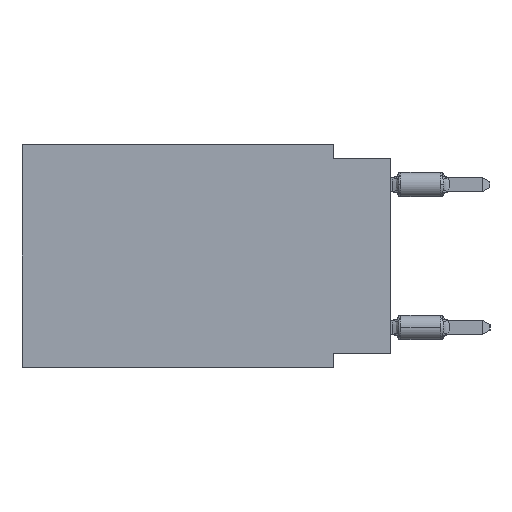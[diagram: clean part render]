
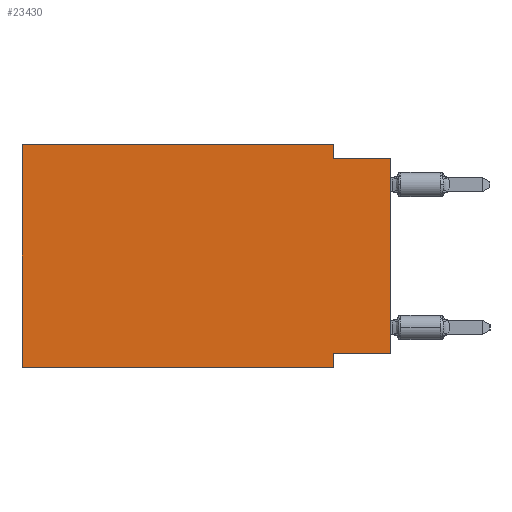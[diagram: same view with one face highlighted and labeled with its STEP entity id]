
A CAD part, left-side view. The second image highlights one B-rep face of the part: STEP entity #23430.
In plain terms, the highlighted planar face has unit normal (-1, 0, 0).
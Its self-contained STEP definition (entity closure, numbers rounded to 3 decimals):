
#399 = VECTOR ( 'NONE', #29834, 1000. ) ;
#1408 = CARTESIAN_POINT ( 'NONE',  ( 0., 2.54, -9.906 ) ) ;
#2287 = DIRECTION ( 'NONE',  ( 1., 0., 0. ) ) ;
#2635 = CARTESIAN_POINT ( 'NONE',  ( 0., 0., -0.635 ) ) ;
#3283 = CARTESIAN_POINT ( 'NONE',  ( 0., 0., -9.271 ) ) ;
#4199 = LINE ( 'NONE', #30851, #16317 ) ;
#4755 = DIRECTION ( 'NONE',  ( 0., -1., 0. ) ) ;
#5174 = CARTESIAN_POINT ( 'NONE',  ( 0., 16.383, 0. ) ) ;
#6168 = LINE ( 'NONE', #3283, #24871 ) ;
#6245 = ORIENTED_EDGE ( 'NONE', *, *, #37034, .F. ) ;
#6474 = CARTESIAN_POINT ( 'NONE',  ( 0., 16.383, 0. ) ) ;
#7419 = CARTESIAN_POINT ( 'NONE',  ( 0., 2.54, 0. ) ) ;
#7903 = DIRECTION ( 'NONE',  ( 0., 0., -1. ) ) ;
#7941 = VERTEX_POINT ( 'NONE', #21320 ) ;
#8062 = FACE_OUTER_BOUND ( 'NONE', #31522, .T. ) ;
#8337 = VERTEX_POINT ( 'NONE', #38135 ) ;
#9227 = ORIENTED_EDGE ( 'NONE', *, *, #17600, .F. ) ;
#9274 = ORIENTED_EDGE ( 'NONE', *, *, #28695, .F. ) ;
#10526 = VERTEX_POINT ( 'NONE', #2635 ) ;
#11244 = EDGE_CURVE ( 'NONE', #22671, #8337, #21722, .T. ) ;
#11382 = ORIENTED_EDGE ( 'NONE', *, *, #23436, .T. ) ;
#12133 = CARTESIAN_POINT ( 'NONE',  ( 0., 16.383, 0. ) ) ;
#12366 = ORIENTED_EDGE ( 'NONE', *, *, #30328, .T. ) ;
#12605 = VERTEX_POINT ( 'NONE', #37394 ) ;
#14067 = DIRECTION ( 'NONE',  ( 0., 0., -1. ) ) ;
#14102 = LINE ( 'NONE', #22628, #25039 ) ;
#14285 = DIRECTION ( 'NONE',  ( 0., -1., 0. ) ) ;
#14601 = VECTOR ( 'NONE', #4755, 1000. ) ;
#14720 = VERTEX_POINT ( 'NONE', #7419 ) ;
#15407 = LINE ( 'NONE', #33185, #15702 ) ;
#15702 = VECTOR ( 'NONE', #24107, 1000. ) ;
#15974 = DIRECTION ( 'NONE',  ( 0., 0., 1. ) ) ;
#16317 = VECTOR ( 'NONE', #15974, 1000. ) ;
#17600 = EDGE_CURVE ( 'NONE', #33688, #24760, #27210, .T. ) ;
#19827 = ORIENTED_EDGE ( 'NONE', *, *, #36467, .F. ) ;
#20961 = CARTESIAN_POINT ( 'NONE',  ( 0., 2.54, 0. ) ) ;
#21320 = CARTESIAN_POINT ( 'NONE',  ( 0., 2.54, -0.635 ) ) ;
#21722 = LINE ( 'NONE', #1408, #35978 ) ;
#22628 = CARTESIAN_POINT ( 'NONE',  ( 0., 0., -0.635 ) ) ;
#22671 = VERTEX_POINT ( 'NONE', #26918 ) ;
#23181 = VECTOR ( 'NONE', #35312, 1000. ) ;
#23430 = ADVANCED_FACE ( 'NONE', ( #8062 ), #28757, .F. ) ;
#23436 = EDGE_CURVE ( 'NONE', #33688, #8337, #15407, .T. ) ;
#24107 = DIRECTION ( 'NONE',  ( 0., -1., 0. ) ) ;
#24760 = VERTEX_POINT ( 'NONE', #6474 ) ;
#24871 = VECTOR ( 'NONE', #35733, 1000. ) ;
#25039 = VECTOR ( 'NONE', #14285, 1000. ) ;
#26918 = CARTESIAN_POINT ( 'NONE',  ( 0., 2.54, -9.271 ) ) ;
#26919 = ORIENTED_EDGE ( 'NONE', *, *, #37812, .F. ) ;
#27210 = LINE ( 'NONE', #12133, #23181 ) ;
#28695 = EDGE_CURVE ( 'NONE', #12605, #22671, #6168, .T. ) ;
#28698 = CARTESIAN_POINT ( 'NONE',  ( 0., 16.383, 0. ) ) ;
#28757 = PLANE ( 'NONE',  #31155 ) ;
#29834 = DIRECTION ( 'NONE',  ( 0., 0., -1. ) ) ;
#30328 = EDGE_CURVE ( 'NONE', #12605, #10526, #4199, .T. ) ;
#30851 = CARTESIAN_POINT ( 'NONE',  ( 0., 0., 0. ) ) ;
#31155 = AXIS2_PLACEMENT_3D ( 'NONE', #5174, #2287, #14067 ) ;
#31522 = EDGE_LOOP ( 'NONE', ( #12366, #6245, #19827, #26919, #9227, #11382, #35429, #9274 ) ) ;
#31595 = LINE ( 'NONE', #28698, #14601 ) ;
#32353 = LINE ( 'NONE', #20961, #399 ) ;
#32765 = CARTESIAN_POINT ( 'NONE',  ( 0., 16.383, -9.906 ) ) ;
#33185 = CARTESIAN_POINT ( 'NONE',  ( 0., 16.383, -9.906 ) ) ;
#33688 = VERTEX_POINT ( 'NONE', #32765 ) ;
#35312 = DIRECTION ( 'NONE',  ( 0., 0., 1. ) ) ;
#35429 = ORIENTED_EDGE ( 'NONE', *, *, #11244, .F. ) ;
#35733 = DIRECTION ( 'NONE',  ( 0., 1., 0. ) ) ;
#35978 = VECTOR ( 'NONE', #7903, 1000. ) ;
#36467 = EDGE_CURVE ( 'NONE', #14720, #7941, #32353, .T. ) ;
#37034 = EDGE_CURVE ( 'NONE', #7941, #10526, #14102, .T. ) ;
#37394 = CARTESIAN_POINT ( 'NONE',  ( 0., 0., -9.271 ) ) ;
#37812 = EDGE_CURVE ( 'NONE', #24760, #14720, #31595, .T. ) ;
#38135 = CARTESIAN_POINT ( 'NONE',  ( 0., 2.54, -9.906 ) ) ;
